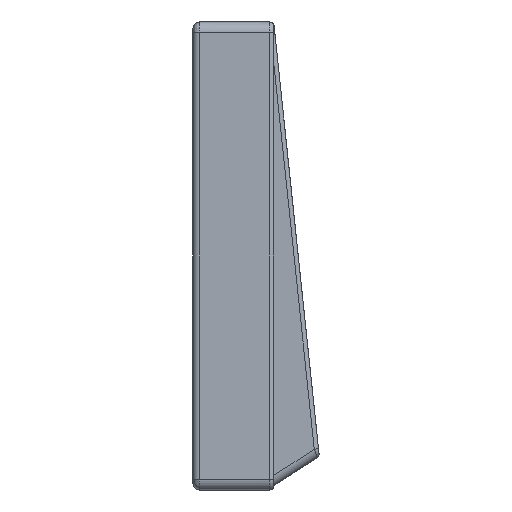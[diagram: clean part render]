
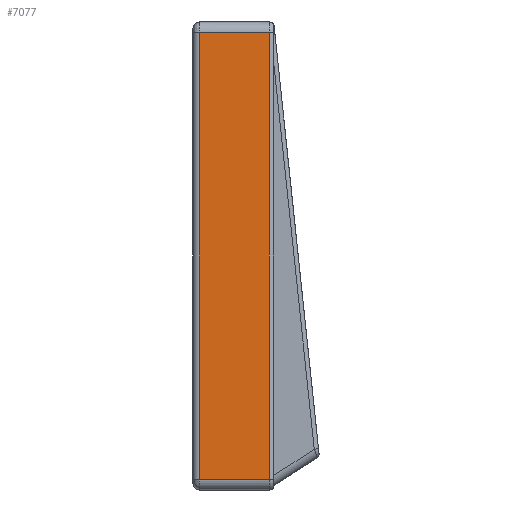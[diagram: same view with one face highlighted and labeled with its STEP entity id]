
A CAD part, left-side view. The second image highlights one B-rep face of the part: STEP entity #7077.
In plain terms, the highlighted planar face has unit normal (-1, 0, 0).
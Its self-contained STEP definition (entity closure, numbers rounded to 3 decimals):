
#123=PLANE('',#7545);
#509=FACE_OUTER_BOUND('',#915,.T.);
#915=EDGE_LOOP('',(#5541,#5542,#5543,#5544));
#1778=LINE('',#18229,#2281);
#1825=LINE('',#21065,#2328);
#1826=LINE('',#21069,#2329);
#1827=LINE('',#21070,#2330);
#2281=VECTOR('',#8502,10.);
#2328=VECTOR('',#8637,1000.);
#2329=VECTOR('',#8642,1000.);
#2330=VECTOR('',#8643,1000.);
#3002=VERTEX_POINT('',#18149);
#3004=VERTEX_POINT('',#18228);
#3041=VERTEX_POINT('',#21064);
#3042=VERTEX_POINT('',#21068);
#3860=EDGE_CURVE('',#3004,#3002,#1778,.T.);
#3947=EDGE_CURVE('',#3002,#3041,#1825,.T.);
#3949=EDGE_CURVE('',#3042,#3004,#1826,.T.);
#3950=EDGE_CURVE('',#3041,#3042,#1827,.T.);
#5541=ORIENTED_EDGE('',*,*,#3949,.T.);
#5542=ORIENTED_EDGE('',*,*,#3860,.T.);
#5543=ORIENTED_EDGE('',*,*,#3947,.T.);
#5544=ORIENTED_EDGE('',*,*,#3950,.T.);
#7077=ADVANCED_FACE('',(#509),#123,.F.);
#7545=AXIS2_PLACEMENT_3D('',#21067,#8640,#8641);
#8502=DIRECTION('',(0.,0.,1.));
#8637=DIRECTION('',(0.,1.,0.));
#8640=DIRECTION('center_axis',(1.,0.,0.));
#8641=DIRECTION('ref_axis',(0.,0.,-1.));
#8642=DIRECTION('',(0.,-1.,0.));
#8643=DIRECTION('',(0.,0.,-1.));
#18149=CARTESIAN_POINT('',(-147.85,1.,52.6));
#18228=CARTESIAN_POINT('',(-147.85,1.,-52.6));
#18229=CARTESIAN_POINT('',(-147.85,1.,-52.6));
#21064=CARTESIAN_POINT('',(-147.85,17.5,52.6));
#21065=CARTESIAN_POINT('',(-147.85,19.,52.6));
#21067=CARTESIAN_POINT('Origin',(-147.85,19.,-55.1));
#21068=CARTESIAN_POINT('',(-147.85,17.5,-52.6));
#21069=CARTESIAN_POINT('',(-147.85,19.,-52.6));
#21070=CARTESIAN_POINT('',(-147.85,17.5,-52.6));
